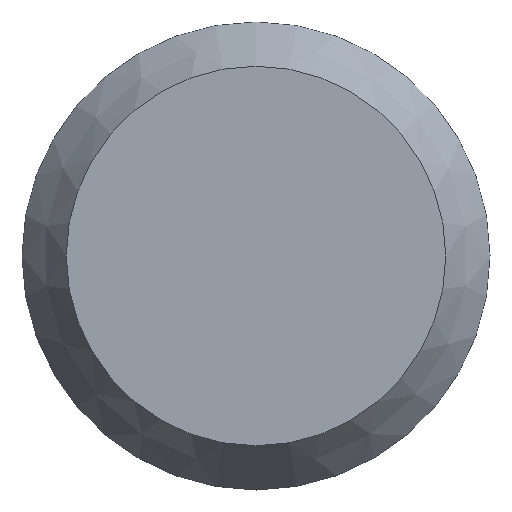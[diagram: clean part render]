
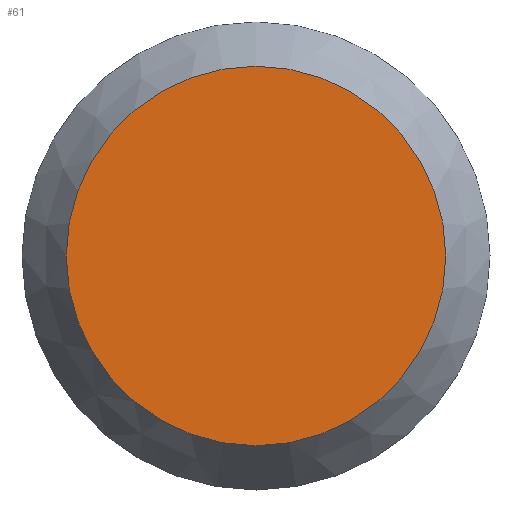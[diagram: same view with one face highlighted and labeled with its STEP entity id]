
A CAD part, front view. The second image highlights one B-rep face of the part: STEP entity #61.
In plain terms, the highlighted planar face has unit normal (0, -1, 0).
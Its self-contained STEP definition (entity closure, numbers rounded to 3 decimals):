
#31 = ORIENTED_EDGE ( 'NONE', *, *, #179, .F. ) ;
#32 = EDGE_LOOP ( 'NONE', ( #153, #31 ) ) ;
#33 = PLANE ( 'NONE',  #116 ) ;
#53 = DIRECTION ( 'NONE',  ( 0., 0., 1. ) ) ;
#61 = ADVANCED_FACE ( 'NONE', ( #103 ), #33, .F. ) ;
#68 = VERTEX_POINT ( 'NONE', #73 ) ;
#73 = CARTESIAN_POINT ( 'NONE',  ( 0., -6., -18.75 ) ) ;
#82 = VERTEX_POINT ( 'NONE', #233 ) ;
#89 = DIRECTION ( 'NONE',  ( 0., 1., 0. ) ) ;
#92 = DIRECTION ( 'NONE',  ( 0., 0., 1. ) ) ;
#103 = FACE_OUTER_BOUND ( 'NONE', #32, .T. ) ;
#111 = EDGE_CURVE ( 'NONE', #82, #68, #246, .T. ) ;
#116 = AXIS2_PLACEMENT_3D ( 'NONE', #193, #151, #231 ) ;
#123 = CIRCLE ( 'NONE', #124, 18.75 ) ;
#124 = AXIS2_PLACEMENT_3D ( 'NONE', #251, #89, #53 ) ;
#151 = DIRECTION ( 'NONE',  ( 0., 1., 0. ) ) ;
#153 = ORIENTED_EDGE ( 'NONE', *, *, #111, .F. ) ;
#179 = EDGE_CURVE ( 'NONE', #68, #82, #123, .T. ) ;
#193 = CARTESIAN_POINT ( 'NONE',  ( 0., -6., 0. ) ) ;
#198 = DIRECTION ( 'NONE',  ( 0., 1., 0. ) ) ;
#212 = AXIS2_PLACEMENT_3D ( 'NONE', #254, #198, #92 ) ;
#231 = DIRECTION ( 'NONE',  ( 0., 0., 1. ) ) ;
#233 = CARTESIAN_POINT ( 'NONE',  ( 0., -6., 18.75 ) ) ;
#246 = CIRCLE ( 'NONE', #212, 18.75 ) ;
#251 = CARTESIAN_POINT ( 'NONE',  ( 0., -6., 0. ) ) ;
#254 = CARTESIAN_POINT ( 'NONE',  ( 0., -6., 0. ) ) ;
